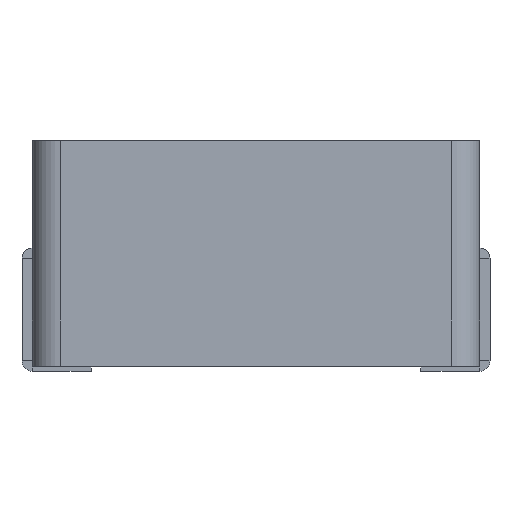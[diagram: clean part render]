
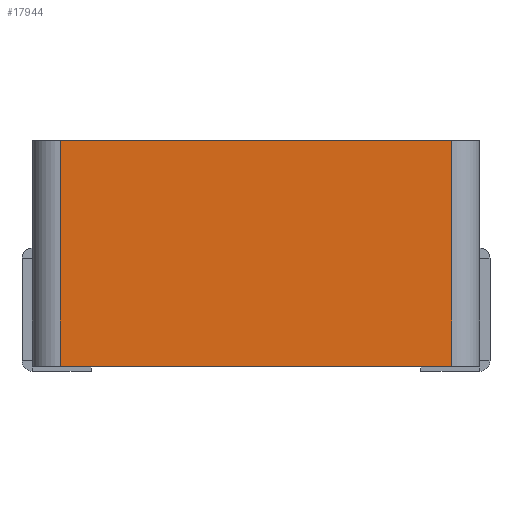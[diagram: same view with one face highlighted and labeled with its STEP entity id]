
A CAD part, front view. The second image highlights one B-rep face of the part: STEP entity #17944.
In plain terms, the highlighted planar face has unit normal (0, -1, 0).
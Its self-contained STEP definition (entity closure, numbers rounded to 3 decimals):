
#216 = ORIENTED_EDGE ( 'NONE', *, *, #16731, .T. ) ;
#741 = VERTEX_POINT ( 'NONE', #11404 ) ;
#1483 = LINE ( 'NONE', #18493, #16001 ) ;
#1840 = VERTEX_POINT ( 'NONE', #3578 ) ;
#1886 = LINE ( 'NONE', #7760, #5037 ) ;
#3578 = CARTESIAN_POINT ( 'NONE',  ( 5.65, -6.4, 0.1 ) ) ;
#4285 = DIRECTION ( 'NONE',  ( 1., 0., 0. ) ) ;
#5037 = VECTOR ( 'NONE', #11006, 1000. ) ;
#5666 = FACE_OUTER_BOUND ( 'NONE', #11566, .T. ) ;
#5766 = PLANE ( 'NONE',  #16750 ) ;
#6261 = DIRECTION ( 'NONE',  ( 0., 0., -1. ) ) ;
#7760 = CARTESIAN_POINT ( 'NONE',  ( 5.65, -6.4, 6.6 ) ) ;
#9532 = ORIENTED_EDGE ( 'NONE', *, *, #10377, .F. ) ;
#10377 = EDGE_CURVE ( 'NONE', #13483, #14424, #1483, .T. ) ;
#11006 = DIRECTION ( 'NONE',  ( 0., 0., 1. ) ) ;
#11404 = CARTESIAN_POINT ( 'NONE',  ( -5.65, -6.4, 0.1 ) ) ;
#11566 = EDGE_LOOP ( 'NONE', ( #216, #17214, #9532, #19207 ) ) ;
#11857 = DIRECTION ( 'NONE',  ( 0., 1., 0. ) ) ;
#12122 = DIRECTION ( 'NONE',  ( 1., 0., 0. ) ) ;
#12941 = EDGE_CURVE ( 'NONE', #13483, #741, #13869, .T. ) ;
#13361 = DIRECTION ( 'NONE',  ( 0., 0., 1. ) ) ;
#13483 = VERTEX_POINT ( 'NONE', #16775 ) ;
#13516 = CARTESIAN_POINT ( 'NONE',  ( -6.45, -6.4, 0.1 ) ) ;
#13824 = VECTOR ( 'NONE', #6261, 1000. ) ;
#13869 = LINE ( 'NONE', #15097, #13824 ) ;
#14424 = VERTEX_POINT ( 'NONE', #18107 ) ;
#15097 = CARTESIAN_POINT ( 'NONE',  ( -5.65, -6.4, 6.6 ) ) ;
#15623 = VECTOR ( 'NONE', #4285, 1000. ) ;
#16001 = VECTOR ( 'NONE', #12122, 1000. ) ;
#16463 = LINE ( 'NONE', #13516, #15623 ) ;
#16475 = EDGE_CURVE ( 'NONE', #1840, #14424, #1886, .T. ) ;
#16731 = EDGE_CURVE ( 'NONE', #741, #1840, #16463, .T. ) ;
#16750 = AXIS2_PLACEMENT_3D ( 'NONE', #17921, #11857, #13361 ) ;
#16775 = CARTESIAN_POINT ( 'NONE',  ( -5.65, -6.4, 6.6 ) ) ;
#17214 = ORIENTED_EDGE ( 'NONE', *, *, #16475, .T. ) ;
#17921 = CARTESIAN_POINT ( 'NONE',  ( -6.45, -6.4, 6.6 ) ) ;
#17944 = ADVANCED_FACE ( 'NONE', ( #5666 ), #5766, .F. ) ;
#18107 = CARTESIAN_POINT ( 'NONE',  ( 5.65, -6.4, 6.6 ) ) ;
#18493 = CARTESIAN_POINT ( 'NONE',  ( -6.45, -6.4, 6.6 ) ) ;
#19207 = ORIENTED_EDGE ( 'NONE', *, *, #12941, .T. ) ;
